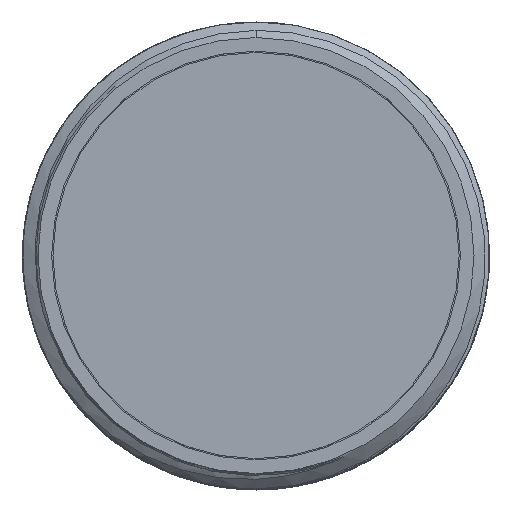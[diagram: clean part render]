
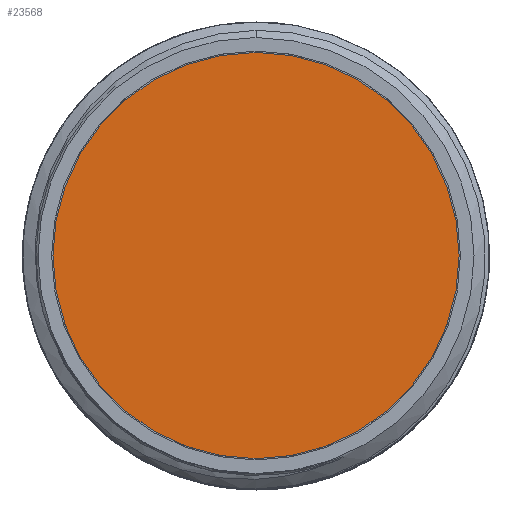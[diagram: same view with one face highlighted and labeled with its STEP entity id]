
A CAD part, top view. The second image highlights one B-rep face of the part: STEP entity #23568.
In plain terms, the highlighted planar face has unit normal (0, 0, 1).
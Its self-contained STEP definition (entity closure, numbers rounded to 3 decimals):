
#12574=CARTESIAN_POINT('',(0.,0.,0.));
#12575=DIRECTION('',(0.,0.,-1.));
#12576=DIRECTION('',(-1.,0.,0.));
#12577=AXIS2_PLACEMENT_3D('',#12574,#12575,#12576);
#12582=CARTESIAN_POINT('',(0.,0.,0.));
#12583=DIRECTION('',(0.,0.,-1.));
#12584=DIRECTION('',(1.,0.,0.));
#12585=AXIS2_PLACEMENT_3D('',#12582,#12583,#12584);
#12931=CARTESIAN_POINT('',(-7.825,0.,0.));
#12932=CARTESIAN_POINT('',(7.825,0.,0.));
#12933=VERTEX_POINT('',#12931);
#12934=VERTEX_POINT('',#12932);
#23559=CARTESIAN_POINT('',(0.,0.,0.));
#23560=DIRECTION('',(0.,0.,-1.));
#23561=DIRECTION('',(-1.,0.,0.));
#23562=AXIS2_PLACEMENT_3D('',#23559,#23560,#23561);
#23563=PLANE('',#23562);
#23564=ORIENTED_EDGE('',*,*,#23539,.T.);
#23565=ORIENTED_EDGE('',*,*,#23553,.T.);
#23566=EDGE_LOOP('',(#23564,#23565));
#23567=FACE_OUTER_BOUND('',#23566,.F.);
#23568=ADVANCED_FACE('',(#23567),#23563,.F.);
#12578=CIRCLE('',#12577,7.825);
#12586=CIRCLE('',#12585,7.825);
#23539=EDGE_CURVE('',#12933,#12934,#12578,.T.);
#23553=EDGE_CURVE('',#12934,#12933,#12586,.T.);
